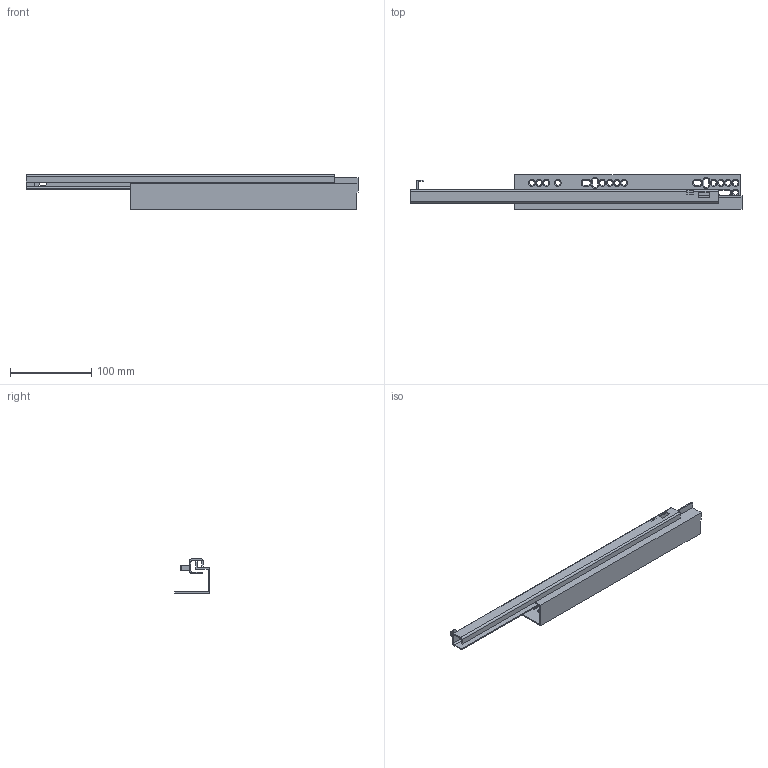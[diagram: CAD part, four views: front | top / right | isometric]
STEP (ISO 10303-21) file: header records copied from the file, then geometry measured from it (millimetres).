
FILE_DESCRIPTION (( 'STEP AP214' ), '1' );
FILE_NAME ('F000284_CLOSED_RIGHT_3D.step', '2023-02-22T12:43:39', ( '' ), ( '' ), 'SwSTEP 2.0', 'SolidWorks 2020', '' );
FILE_SCHEMA (( 'AUTOMOTIVE_DESIGN' ));
Length unit declared in the file: millimetre
Products named in the file (3): F000284_CLOSED_RIGHT_3D; NU31-400-VNEJSI-PRAVY; NU31-400-VNITRNI_PRAVY
Assembly tree (2 placements, depth 2):
  F000284_CLOSED_RIGHT_3D
    NU31-400-VNEJSI-PRAVY
    NU31-400-VNITRNI_PRAVY
Bounding box: 409 x 42.5 x 42 mm (x, y, z)
Volume: 68427.9 mm3; surface area: 93005.8 mm2
Topology: 2 solids, 2 shells, 200 faces, 533 edges, 332 vertices
Faces by surface type: plane 82, cylinder 63, cone 55
Entity records: 6419 total; most frequent: DIRECTION 1131, CARTESIAN_POINT 1080, ORIENTED_EDGE 1066, EDGE_CURVE 533, AXIS2_PLACEMENT_3D 395, LINE 341, VECTOR 341, VERTEX_POINT 332
